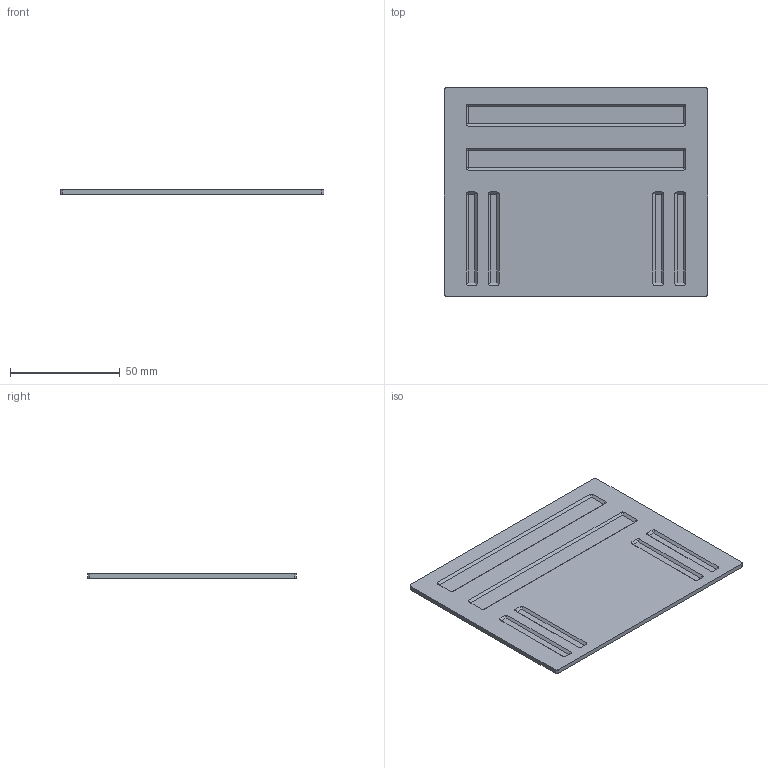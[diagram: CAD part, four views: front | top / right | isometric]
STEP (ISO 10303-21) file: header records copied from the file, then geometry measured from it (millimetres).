
FILE_DESCRIPTION(('STEP AP242'), '1');
FILE_NAME('itemSuspensionOnLancerBoardPlate', '', ('UNSPECIFIED'), ('UNSPECIFIED'), 'C3D Converter', 'C3D Toolkit', '');
FILE_SCHEMA(('AP242_MANAGED_MODEL_BASED_3D_ENGINEERING_MIM_LF { 1 0 10303 442 1 1 4 }'));
Length unit declared in the file: millimetre
Bounding box: 120 x 95 x 2 mm (x, y, z)
Volume: 20352 mm3; surface area: 23982.4 mm2
Topology: 1 solids, 1 shells, 64 faces, 168 edges, 88 vertices
Faces by surface type: plane 36, bspline 24, cylinder 4
Entity records: 2215 total; most frequent: CARTESIAN_POINT 801, ORIENTED_EDGE 288, DIRECTION 258, EDGE_CURVE 144, LINE 112, VECTOR 112, VERTEX_POINT 88, AXIS2_PLACEMENT_3D 73
